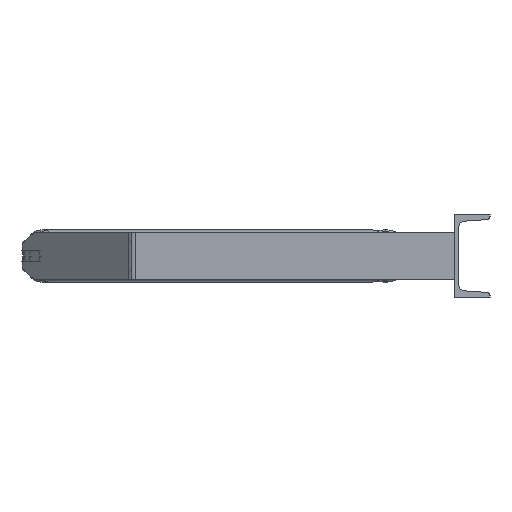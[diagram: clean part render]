
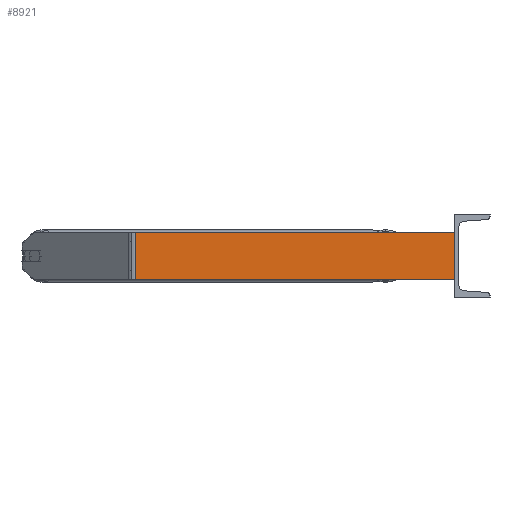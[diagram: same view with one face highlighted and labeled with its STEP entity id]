
A CAD part, left-side view. The second image highlights one B-rep face of the part: STEP entity #8921.
In plain terms, the highlighted planar face has unit normal (-1, 0, 0).
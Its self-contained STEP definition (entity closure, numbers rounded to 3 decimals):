
#2 = EDGE_CURVE ( 'NONE', #4751, #1844, #8956, .T. ) ;
#570 = FACE_OUTER_BOUND ( 'NONE', #2011, .T. ) ;
#682 = CARTESIAN_POINT ( 'NONE',  ( -1185., 0., 40. ) ) ;
#707 = CARTESIAN_POINT ( 'NONE',  ( -1185., 541.412, 40. ) ) ;
#1172 = ORIENTED_EDGE ( 'NONE', *, *, #2, .F. ) ;
#1539 = AXIS2_PLACEMENT_3D ( 'NONE', #7604, #6089, #8232 ) ;
#1810 = VECTOR ( 'NONE', #4474, 1000. ) ;
#1844 = VERTEX_POINT ( 'NONE', #7663 ) ;
#1886 = VERTEX_POINT ( 'NONE', #2618 ) ;
#2011 = EDGE_LOOP ( 'NONE', ( #7094, #3270, #1172, #2277 ) ) ;
#2277 = ORIENTED_EDGE ( 'NONE', *, *, #4725, .T. ) ;
#2618 = CARTESIAN_POINT ( 'NONE',  ( -1185., 541.412, -40. ) ) ;
#2714 = VERTEX_POINT ( 'NONE', #6705 ) ;
#2833 = DIRECTION ( 'NONE',  ( 0., -1., 0. ) ) ;
#3219 = VECTOR ( 'NONE', #2833, 1000. ) ;
#3270 = ORIENTED_EDGE ( 'NONE', *, *, #6866, .F. ) ;
#3349 = PLANE ( 'NONE',  #1539 ) ;
#3397 = CARTESIAN_POINT ( 'NONE',  ( -1185., 541.412, 40. ) ) ;
#3855 = LINE ( 'NONE', #707, #4739 ) ;
#4474 = DIRECTION ( 'NONE',  ( 0., -1., 0. ) ) ;
#4665 = EDGE_CURVE ( 'NONE', #1886, #2714, #5367, .T. ) ;
#4725 = EDGE_CURVE ( 'NONE', #4751, #1886, #3855, .T. ) ;
#4739 = VECTOR ( 'NONE', #6822, 1000. ) ;
#4751 = VERTEX_POINT ( 'NONE', #3397 ) ;
#4762 = CARTESIAN_POINT ( 'NONE',  ( -1185., 548.04, 40. ) ) ;
#5158 = VECTOR ( 'NONE', #8249, 1000. ) ;
#5367 = LINE ( 'NONE', #8150, #1810 ) ;
#6089 = DIRECTION ( 'NONE',  ( 1., 0., 0. ) ) ;
#6705 = CARTESIAN_POINT ( 'NONE',  ( -1185., 0., -40. ) ) ;
#6822 = DIRECTION ( 'NONE',  ( 0., 0., -1. ) ) ;
#6866 = EDGE_CURVE ( 'NONE', #1844, #2714, #7671, .T. ) ;
#7094 = ORIENTED_EDGE ( 'NONE', *, *, #4665, .T. ) ;
#7604 = CARTESIAN_POINT ( 'NONE',  ( -1185., 548.04, 40. ) ) ;
#7663 = CARTESIAN_POINT ( 'NONE',  ( -1185., 0., 40. ) ) ;
#7671 = LINE ( 'NONE', #682, #5158 ) ;
#8150 = CARTESIAN_POINT ( 'NONE',  ( -1185., 548.04, -40. ) ) ;
#8232 = DIRECTION ( 'NONE',  ( 0., 1., 0. ) ) ;
#8249 = DIRECTION ( 'NONE',  ( 0., 0., -1. ) ) ;
#8921 = ADVANCED_FACE ( 'NONE', ( #570 ), #3349, .F. ) ;
#8956 = LINE ( 'NONE', #4762, #3219 ) ;
